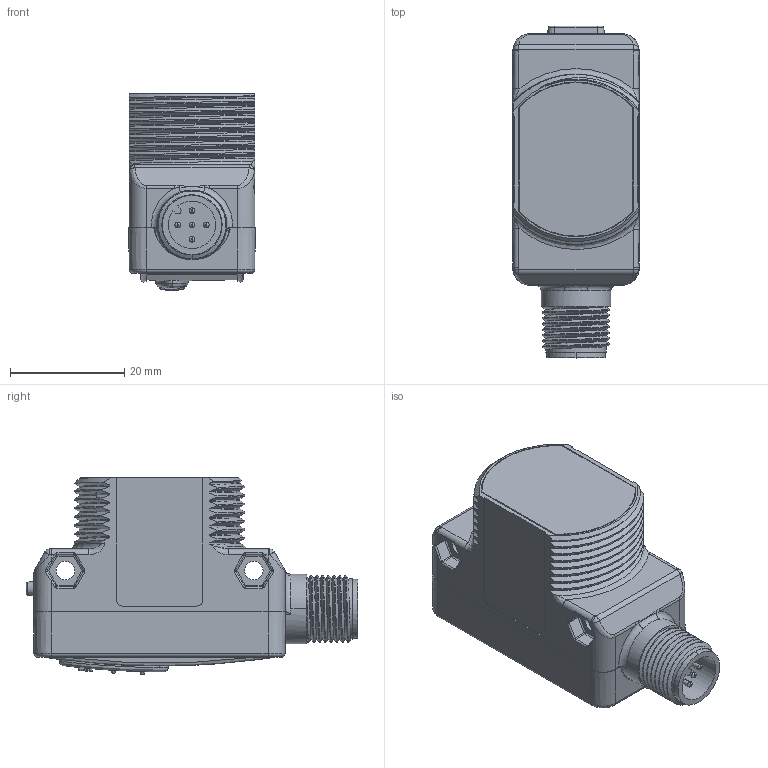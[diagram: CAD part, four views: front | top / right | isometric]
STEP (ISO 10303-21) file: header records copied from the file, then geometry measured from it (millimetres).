
FILE_DESCRIPTION((''),'2;1');
FILE_NAME('140605_SM01_ASM','2022-10-14T08:18:14',('PDMAdmin'),('BANNER ENGINEERING'),'CREO PARAMETRIC BY PTC INC, 2019292','CREO PARAMETRIC BY PTC INC, 2019292','');
FILE_SCHEMA(('CONFIG_CONTROL_DESIGN'));
Length unit declared in the file: millimetre
Products named in the file (2): 140605_EP01; 140605_SM01_ASM
Assembly tree (1 placements, depth 2):
  140605_SM01_ASM
    140605_EP01
Bounding box: 22.14 x 58.13 x 34.47 mm (x, y, z)
Volume: 22815.7 mm3; surface area: 11879.9 mm2
Topology: 2 solids, 3 shells, 625 faces, 1520 edges, 923 vertices
Faces by surface type: cylinder 229, plane 158, bspline 124, torus 59, sphere 32, cone 15, extrusion 8
Entity records: 32057 total; most frequent: CARTESIAN_POINT 18298, ORIENTED_EDGE 3036, DIRECTION 2588, EDGE_CURVE 1518, AXIS2_PLACEMENT_3D 986, VERTEX_POINT 923, EDGE_LOOP 653, FACE_OUTER_BOUND 625
